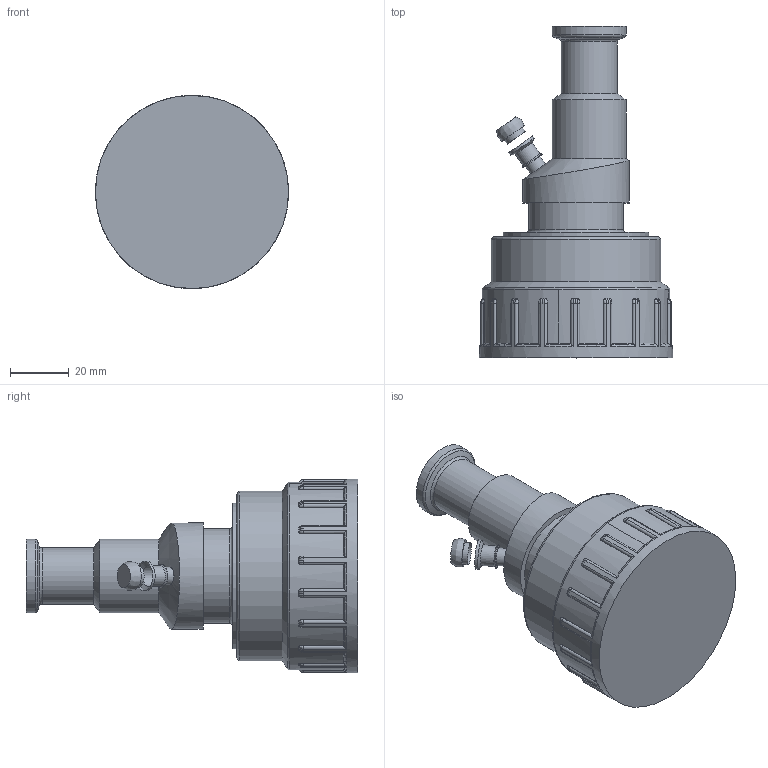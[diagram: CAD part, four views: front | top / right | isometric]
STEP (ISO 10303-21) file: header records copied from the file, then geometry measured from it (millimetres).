
FILE_DESCRIPTION(/* description */ (''),/* implementation_level */ '2;1');
FILE_NAME(/* name */ '860030.stp',/* time_stamp */ '2022-10-06T08:05:06+02:00',/* author */ ('mbs'),/* organization */ (''),/* preprocessor_version */ 'ST-DEVELOPER v18.1',/* originating_system */ 'Autodesk Inventor 2022',/* authorisation */ '');
FILE_SCHEMA (('AUTOMOTIVE_DESIGN { 1 0 10303 214 3 1 1 }'));
Length unit declared in the file: millimetre
Products named in the file (1): 860030
Bounding box: 65.5 x 112.5 x 65.5 mm (x, y, z)
Volume: 165950.7 mm3; surface area: 23032.5 mm2
Topology: 1 solids, 1 shells, 256 faces, 644 edges, 394 vertices
Faces by surface type: plane 80, bspline 77, cylinder 51, cone 25, torus 23
Full cylindrical faces by diameter (mm): 6 x1, 7 x1, 7.5 x1, 8 x1, 10 x1, 19 x1, 25 x2, 32 x1, 36 x1, 49.5 x1, 57.4 x1, 65.5 x1
Entity records: 9953 total; most frequent: CARTESIAN_POINT 4094, ORIENTED_EDGE 1320, DIRECTION 914, EDGE_CURVE 660, VERTEX_POINT 393, AXIS2_PLACEMENT_3D 338, EDGE_LOOP 261, STYLED_ITEM 257
